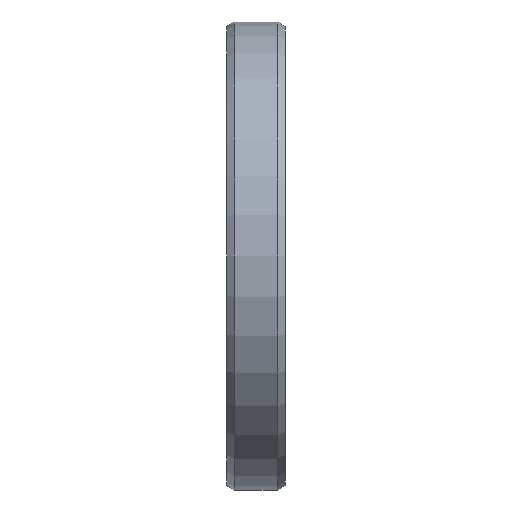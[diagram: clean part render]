
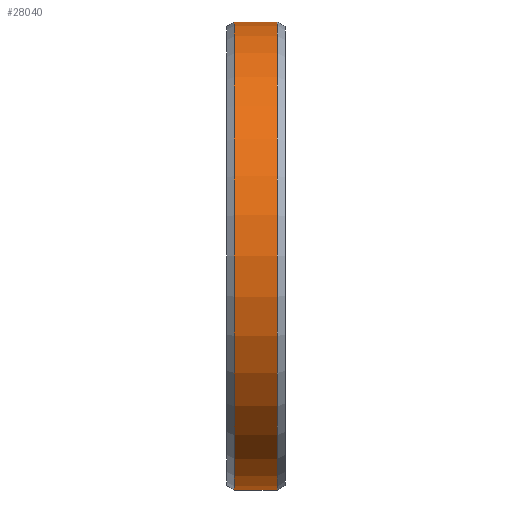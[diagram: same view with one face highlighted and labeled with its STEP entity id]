
A CAD part, left-side view. The second image highlights one B-rep face of the part: STEP entity #28040.
In plain terms, the highlighted cylindrical face has radius 60 mm (diameter 120 mm), a partial arc.
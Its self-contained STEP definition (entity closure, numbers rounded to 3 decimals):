
#27046=CARTESIAN_POINT('',(0.,-5.5,0.));
#27047=DIRECTION('',(0.,1.,0.));
#27048=DIRECTION('',(0.,0.,-1.));
#27049=AXIS2_PLACEMENT_3D('',#27046,#27047,#27048);
#27054=DIRECTION('',(0.,1.,0.));
#27055=VECTOR('',#27054,11.);
#27056=CARTESIAN_POINT('',(0.,-5.5,-60.));
#27057=LINE('',#27056,#27055);
#27069=DIRECTION('',(0.,1.,0.));
#27070=VECTOR('',#27069,11.);
#27071=CARTESIAN_POINT('',(0.,-5.5,60.));
#27072=LINE('',#27071,#27070);
#27098=CARTESIAN_POINT('',(0.,5.5,0.));
#27099=DIRECTION('',(0.,1.,0.));
#27100=DIRECTION('',(0.,0.,-1.));
#27101=AXIS2_PLACEMENT_3D('',#27098,#27099,#27100);
#27901=CARTESIAN_POINT('',(0.,-5.5,-60.));
#27903=VERTEX_POINT('',#27901);
#27904=CARTESIAN_POINT('',(0.,5.5,-60.));
#27905=VERTEX_POINT('',#27904);
#27913=CARTESIAN_POINT('',(0.,-5.5,60.));
#27915=VERTEX_POINT('',#27913);
#27916=CARTESIAN_POINT('',(0.,5.5,60.));
#27917=VERTEX_POINT('',#27916);
#28026=CARTESIAN_POINT('',(0.,-8.25,0.));
#28027=DIRECTION('',(0.,1.,0.));
#28028=DIRECTION('',(0.,0.,-1.));
#28029=AXIS2_PLACEMENT_3D('',#28026,#28027,#28028);
#28030=CYLINDRICAL_SURFACE('',#28029,60.);
#28032=ORIENTED_EDGE('',*,*,#28031,.T.);
#28034=ORIENTED_EDGE('',*,*,#28033,.T.);
#28036=ORIENTED_EDGE('',*,*,#28035,.F.);
#28037=ORIENTED_EDGE('',*,*,#28011,.F.);
#28038=EDGE_LOOP('',(#28032,#28034,#28036,#28037));
#28039=FACE_OUTER_BOUND('',#28038,.F.);
#27050=CIRCLE('',#27049,60.);
#27102=CIRCLE('',#27101,60.);
#28011=EDGE_CURVE('',#27903,#27915,#27050,.T.);
#28031=EDGE_CURVE('',#27903,#27905,#27057,.T.);
#28033=EDGE_CURVE('',#27905,#27917,#27102,.T.);
#28035=EDGE_CURVE('',#27915,#27917,#27072,.T.);
#28040=ADVANCED_FACE('',(#28039),#28030,.T.);
